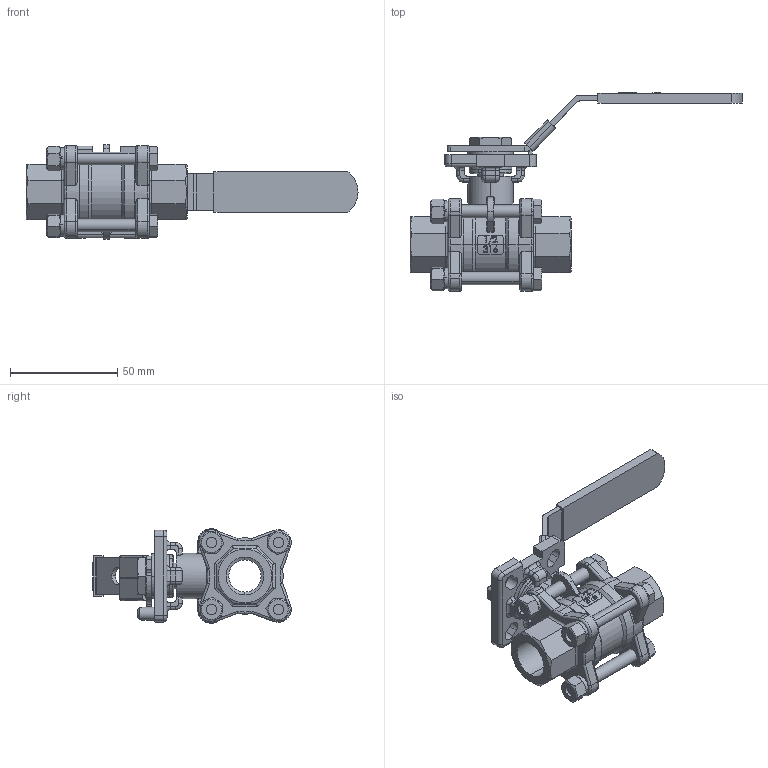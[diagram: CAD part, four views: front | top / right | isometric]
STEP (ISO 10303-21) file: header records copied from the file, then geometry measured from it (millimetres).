
FILE_DESCRIPTION(/* description */ ('Unknown','CAx-IF Rec.Pracs.---Representation and Presentation of Product Manufacturing Information (PMI)---4.0---2014-10-13','CAx-IF Rec.Pracs.---3D Tessellated Geometry---0.4---2014-09-14','2;1'),/* implementation_level */ '2;1');
FILE_NAME(/* name */ '9336-04',/* time_stamp */ '2024-01-24T11:57:48+01:00',/* author */ ('Unknown'),/* organization */ ('Unknown'),/* preprocessor_version */ 'ST-DEVELOPER v18.102',/* originating_system */ 'Solid Edge',/* authorisation */ 'Unknown');
FILE_SCHEMA (('AP242_MANAGED_MODEL_BASED_3D_ENGINEERING_MIM_LF { 1 0 10303 442 1 1 4 }'));
Length unit declared in the file: millimetre
Products named in the file (15): 9336-04; MV-83H-T(J)-DN15; MV-83B-G(J)-DN15; MV-83-Z-DN15; MV-83-DD-DN15; MV-83-LM-DN15; MV-83-FS-DN15; MV-83-PD-DN15; MV-83-S-DN15; MV-83-DW-DN15; MV-83-ST-DN15; MV-83-LZ-DN15; Spring lock washers--Normal type GB_GB_FASTENER_WASHER_SW 6; Hexagon nuts grade C GB_GB_FASTENER_NUT_SNC1 M6-N; MV-83-KZ-DN15
Assembly tree (26 placements, depth 2):
  9336-04
    MV-83H-T(J)-DN15
    MV-83B-G(J)-DN15  x2
    MV-83-Z-DN15
    MV-83-DD-DN15  x2
    MV-83-LM-DN15  x2
    MV-83-FS-DN15
    MV-83-PD-DN15
    MV-83-S-DN15
    MV-83-DW-DN15
    MV-83-ST-DN15
    MV-83-LZ-DN15  x4
    Spring lock washers--Normal type GB_GB_FASTENER_WASHER_SW 6  x4
    Hexagon nuts grade C GB_GB_FASTENER_NUT_SNC1 M6-N  x4
    MV-83-KZ-DN15
Bounding box: 154.45 x 92.36 x 44.11 mm (x, y, z)
Volume: 69882.4 mm3; surface area: 52408.3 mm2
Topology: 26 solids, 26 shells, 1138 faces, 2867 edges, 1815 vertices
Faces by surface type: plane 450, cylinder 414, cone 129, torus 83, bspline 58, sphere 4
Entity records: 34971 total; most frequent: CARTESIAN_POINT 13843, ORIENTED_EDGE 4562, DIRECTION 3946, EDGE_CURVE 2281, AXIS2_PLACEMENT_3D 1465, VERTEX_POINT 1458, LINE 1016, VECTOR 1016
